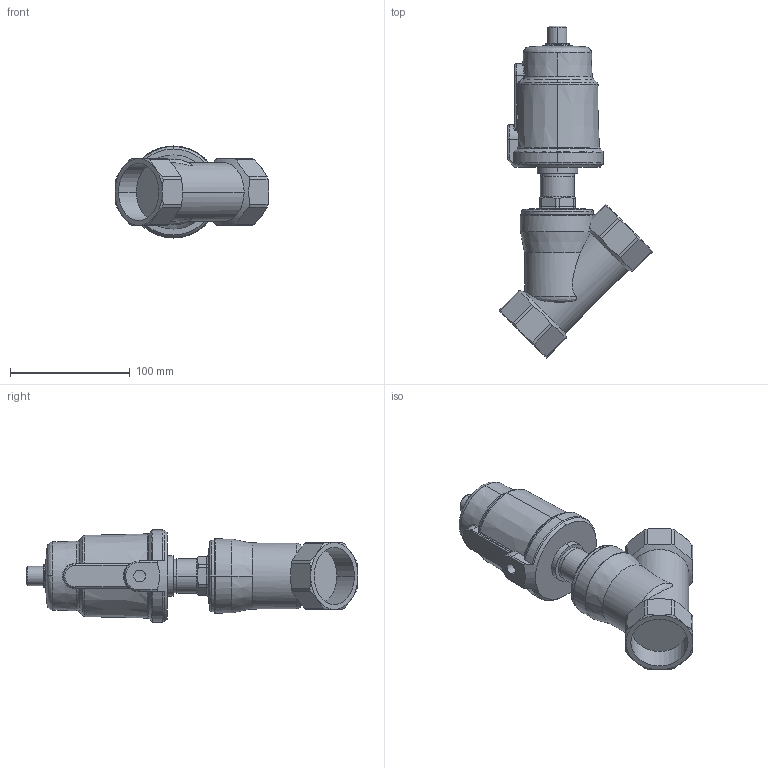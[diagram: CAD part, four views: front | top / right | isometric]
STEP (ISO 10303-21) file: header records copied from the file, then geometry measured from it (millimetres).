
FILE_DESCRIPTION (( 'STEP AP214' ), '1' );
FILE_NAME ('700 DN40 63mm.STEP', '2018-06-15T12:22:56', ( '' ), ( '' ), 'SwSTEP 2.0', 'SolidWorks 2015', '' );
FILE_SCHEMA (( 'AUTOMOTIVE_DESIGN' ));
Length unit declared in the file: millimetre
Products named in the file (1): 700 DN40 63mm
Bounding box: 128.69 x 277.79 x 77 mm (x, y, z)
Surface area: 76774.5 mm2 (no closed solid volume)
Topology: 0 solids, 3 shells, 185 faces, 476 edges, 296 vertices
Faces by surface type: cylinder 63, bspline 50, plane 38, cone 34
Entity records: 8018 total; most frequent: CARTESIAN_POINT 3873, ORIENTED_EDGE 934, DIRECTION 778, EDGE_CURVE 473, AXIS2_PLACEMENT_3D 323, VERTEX_POINT 296, EDGE_LOOP 192, CIRCLE 187
